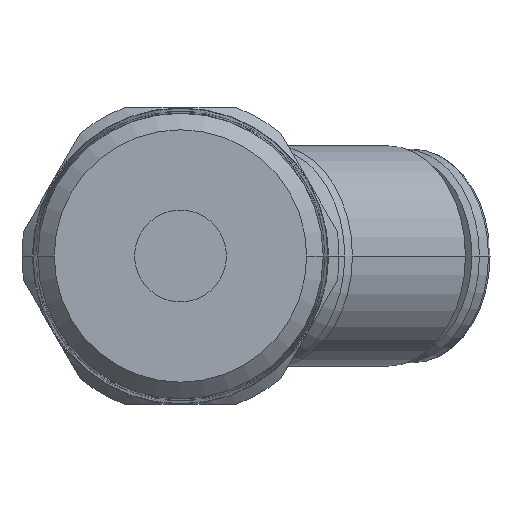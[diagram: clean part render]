
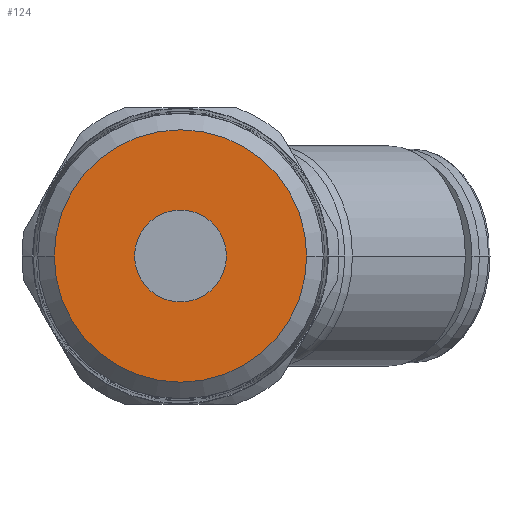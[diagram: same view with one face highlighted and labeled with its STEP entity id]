
A CAD part, front view. The second image highlights one B-rep face of the part: STEP entity #124.
In plain terms, the highlighted planar face has unit normal (0, -1, 0).
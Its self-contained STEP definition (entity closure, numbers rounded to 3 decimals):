
#124=ADVANCED_FACE('',(#291,#292),#293,.T.);
#291=FACE_BOUND('',#459,.T.);
#292=FACE_OUTER_BOUND('',#460,.T.);
#293=PLANE('',#461);
#459=EDGE_LOOP('',(#1058,#1059));
#460=EDGE_LOOP('',(#1060,#1061));
#461=AXIS2_PLACEMENT_3D('',#1062,#1063,#1064);
#1058=ORIENTED_EDGE('',*,*,#1149,.T.);
#1059=ORIENTED_EDGE('',*,*,#1169,.T.);
#1060=ORIENTED_EDGE('',*,*,#1070,.F.);
#1061=ORIENTED_EDGE('',*,*,#1247,.F.);
#1062=CARTESIAN_POINT('',(4.58,-11.8,0.0));
#1063=DIRECTION('',(-0.0,-1.0,-0.0));
#1064=DIRECTION('',(-1.0,0.0,0.0));
#1070=EDGE_CURVE('',#1256,#1259,#1260,.T.);
#1149=EDGE_CURVE('',#1399,#1403,#1405,.T.);
#1169=EDGE_CURVE('',#1403,#1399,#1436,.T.);
#1247=EDGE_CURVE('',#1259,#1256,#1546,.T.);
#1256=VERTEX_POINT('',#1557);
#1259=VERTEX_POINT('',#1561);
#1260=CIRCLE('',#1562,9.159);
#1399=VERTEX_POINT('',#1788);
#1403=VERTEX_POINT('',#1793);
#1405=CIRCLE('',#1796,3.333);
#1436=CIRCLE('',#1830,3.333);
#1546=CIRCLE('',#2187,9.159);
#1557=CARTESIAN_POINT('',(9.159,-11.8,0.0));
#1561=CARTESIAN_POINT('',(-9.159,-11.8,0.));
#1562=AXIS2_PLACEMENT_3D('',#2197,#2198,#2199);
#1788=CARTESIAN_POINT('',(3.333,-11.8,0.0));
#1793=CARTESIAN_POINT('',(-3.333,-11.8,0.));
#1796=AXIS2_PLACEMENT_3D('',#2363,#2364,#2365);
#1830=AXIS2_PLACEMENT_3D('',#2417,#2418,#2419);
#2187=AXIS2_PLACEMENT_3D('',#2568,#2569,#2570);
#2197=CARTESIAN_POINT('',(0.0,-11.8,0.0));
#2198=DIRECTION('',(-0.0,1.0,0.0));
#2199=DIRECTION('',(1.0,0.0,0.0));
#2363=CARTESIAN_POINT('',(0.0,-11.8,0.0));
#2364=DIRECTION('',(-0.0,1.0,0.0));
#2365=DIRECTION('',(1.0,0.0,0.0));
#2417=CARTESIAN_POINT('',(0.0,-11.8,0.0));
#2418=DIRECTION('',(-0.0,1.0,0.0));
#2419=DIRECTION('',(1.0,0.0,0.0));
#2568=CARTESIAN_POINT('',(0.0,-11.8,0.0));
#2569=DIRECTION('',(-0.0,1.0,0.0));
#2570=DIRECTION('',(1.0,0.0,0.0));
